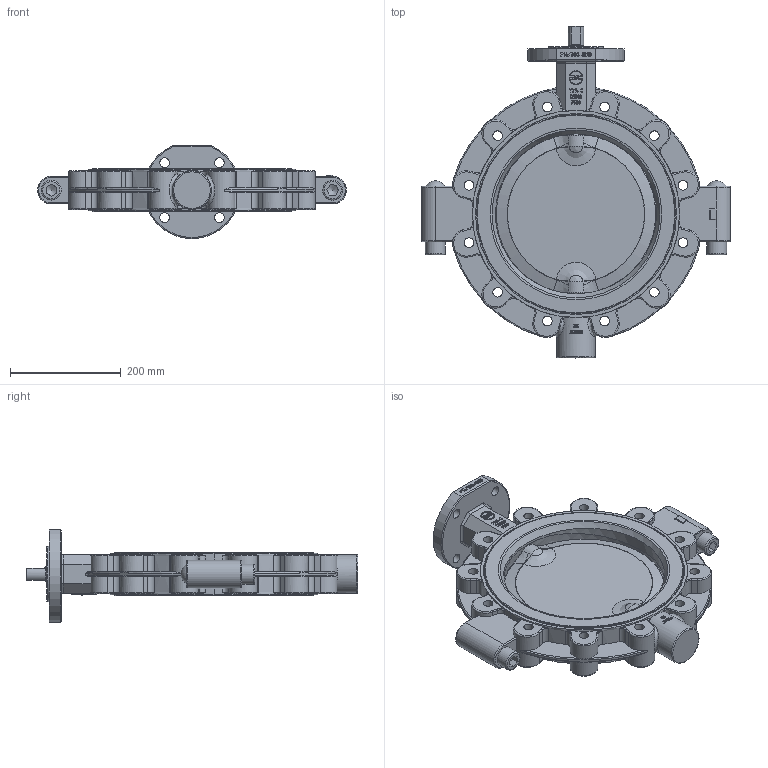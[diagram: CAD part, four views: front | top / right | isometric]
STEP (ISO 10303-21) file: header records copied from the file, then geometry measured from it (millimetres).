
FILE_DESCRIPTION(/* description */ (''),/* implementation_level */ '2;1');
FILE_NAME(/* name */ 'T214-C DN300.stp',/* time_stamp */ '2019-01-08T13:40:25+01:00',/* author */ ('hellwig'),/* organization */ (''),/* preprocessor_version */ 'ST-DEVELOPER v16.5',/* originating_system */ 'Autodesk Inventor 2017',/* authorisation */ '');
FILE_SCHEMA (('CONFIG_CONTROL_DESIGN'));
Products named in the file (1): M17275
Bounding box: 558 x 599.5 x 168.3 mm (x, y, z)
Volume: 7670322.1 mm3; surface area: 908726.2 mm2
Topology: 1 solids, 9 shells, 1338 faces, 3544 edges, 2271 vertices
Faces by surface type: bspline 485, plane 423, cylinder 250, torus 128, cone 46, sphere 6
Full cylindrical faces by diameter (mm): 3 x4, 3.2 x2, 4.134 x1, 16 x2, 17.294 x12, 17.5 x4, 20.752 x2, 24 x2, 24.5 x2, 28 x1, 30 x3, 31 x1, 34 x3, 35 x2, 35.2 x1, 36 x2, 38 x1, 48 x2, 70 x1, 99.9 x1, 298.5 x1, 301.8 x2, 359 x2, 363 x2
Entity records: 58088 total; most frequent: CARTESIAN_POINT 27134, ORIENTED_EDGE 6756, DIRECTION 4877, EDGE_CURVE 3378, VERTEX_POINT 2224, AXIS2_PLACEMENT_3D 1729, EDGE_LOOP 1558, LINE 1419
